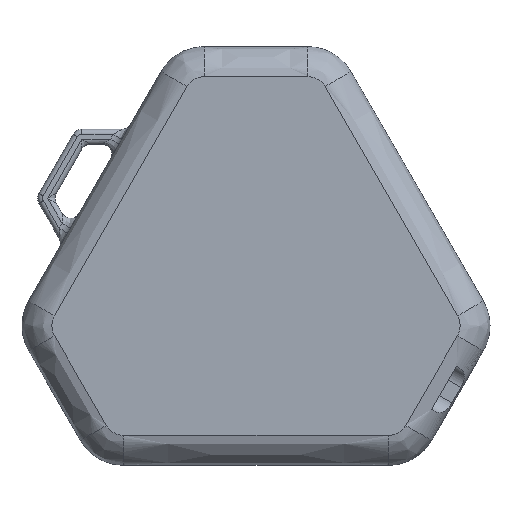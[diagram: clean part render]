
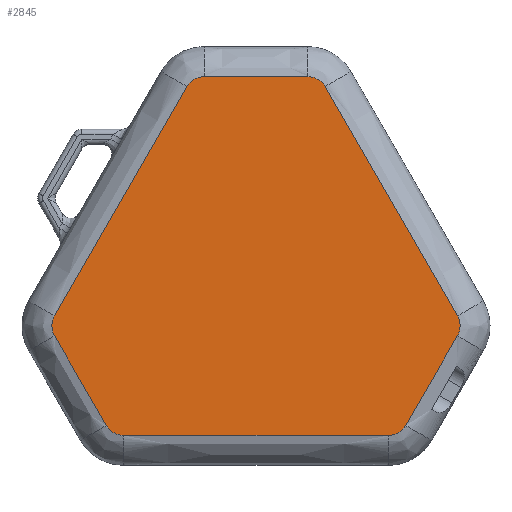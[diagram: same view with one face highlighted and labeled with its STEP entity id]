
A CAD part, front view. The second image highlights one B-rep face of the part: STEP entity #2845.
In plain terms, the highlighted planar face has unit normal (0, -1, 0).
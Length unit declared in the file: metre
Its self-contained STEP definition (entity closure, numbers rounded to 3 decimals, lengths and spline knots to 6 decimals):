
#125=B_SPLINE_CURVE_WITH_KNOTS('',3,(#4485,#4486,#4487,#4488),
 .UNSPECIFIED.,.F.,.F.,(4,4),(0.,1.),.UNSPECIFIED.);
#126=B_SPLINE_CURVE_WITH_KNOTS('',3,(#4491,#4492,#4493,#4494),
 .UNSPECIFIED.,.F.,.F.,(4,4),(0.,1.),.UNSPECIFIED.);
#127=B_SPLINE_CURVE_WITH_KNOTS('',3,(#4496,#4497,#4498,#4499),
 .UNSPECIFIED.,.F.,.F.,(4,4),(0.,1.),.UNSPECIFIED.);
#128=B_SPLINE_CURVE_WITH_KNOTS('',3,(#4501,#4502,#4503,#4504),
 .UNSPECIFIED.,.F.,.F.,(4,4),(0.,1.),.UNSPECIFIED.);
#129=B_SPLINE_CURVE_WITH_KNOTS('',3,(#4506,#4507,#4508,#4509),
 .UNSPECIFIED.,.F.,.F.,(4,4),(0.,1.),.UNSPECIFIED.);
#130=B_SPLINE_CURVE_WITH_KNOTS('',3,(#4511,#4512,#4513,#4514),
 .UNSPECIFIED.,.F.,.F.,(4,4),(0.,1.),.UNSPECIFIED.);
#131=B_SPLINE_CURVE_WITH_KNOTS('',3,(#4516,#4517,#4518,#4519),
 .UNSPECIFIED.,.F.,.F.,(4,4),(0.,1.),.UNSPECIFIED.);
#132=B_SPLINE_CURVE_WITH_KNOTS('',3,(#4521,#4522,#4523,#4524),
 .UNSPECIFIED.,.F.,.F.,(4,4),(0.,1.),.UNSPECIFIED.);
#133=B_SPLINE_CURVE_WITH_KNOTS('',3,(#4526,#4527,#4528,#4529),
 .UNSPECIFIED.,.F.,.F.,(4,4),(0.,1.),.UNSPECIFIED.);
#134=B_SPLINE_CURVE_WITH_KNOTS('',3,(#4531,#4532,#4533,#4534),
 .UNSPECIFIED.,.F.,.F.,(4,4),(0.,1.),.UNSPECIFIED.);
#135=B_SPLINE_CURVE_WITH_KNOTS('',3,(#4536,#4537,#4538,#4539),
 .UNSPECIFIED.,.F.,.F.,(4,4),(0.,1.),.UNSPECIFIED.);
#136=B_SPLINE_CURVE_WITH_KNOTS('',3,(#4541,#4542,#4543,#4544),
 .UNSPECIFIED.,.F.,.F.,(4,4),(0.,1.),.UNSPECIFIED.);
#974=ORIENTED_EDGE('',*,*,#1809,.T.);
#975=ORIENTED_EDGE('',*,*,#1810,.T.);
#976=ORIENTED_EDGE('',*,*,#1811,.T.);
#977=ORIENTED_EDGE('',*,*,#1812,.T.);
#978=ORIENTED_EDGE('',*,*,#1813,.T.);
#979=ORIENTED_EDGE('',*,*,#1814,.T.);
#980=ORIENTED_EDGE('',*,*,#1815,.T.);
#981=ORIENTED_EDGE('',*,*,#1816,.T.);
#982=ORIENTED_EDGE('',*,*,#1817,.T.);
#983=ORIENTED_EDGE('',*,*,#1818,.T.);
#984=ORIENTED_EDGE('',*,*,#1819,.T.);
#985=ORIENTED_EDGE('',*,*,#1820,.T.);
#1809=EDGE_CURVE('',#2210,#2211,#125,.T.);
#1810=EDGE_CURVE('',#2211,#2212,#126,.T.);
#1811=EDGE_CURVE('',#2212,#2213,#127,.T.);
#1812=EDGE_CURVE('',#2213,#2214,#128,.T.);
#1813=EDGE_CURVE('',#2214,#2215,#129,.T.);
#1814=EDGE_CURVE('',#2215,#2216,#130,.T.);
#1815=EDGE_CURVE('',#2216,#2217,#131,.T.);
#1816=EDGE_CURVE('',#2217,#2218,#132,.T.);
#1817=EDGE_CURVE('',#2218,#2219,#133,.T.);
#1818=EDGE_CURVE('',#2219,#2220,#134,.T.);
#1819=EDGE_CURVE('',#2220,#2221,#135,.T.);
#1820=EDGE_CURVE('',#2221,#2210,#136,.T.);
#2210=VERTEX_POINT('',#4489);
#2211=VERTEX_POINT('',#4490);
#2212=VERTEX_POINT('',#4495);
#2213=VERTEX_POINT('',#4500);
#2214=VERTEX_POINT('',#4505);
#2215=VERTEX_POINT('',#4510);
#2216=VERTEX_POINT('',#4515);
#2217=VERTEX_POINT('',#4520);
#2218=VERTEX_POINT('',#4525);
#2219=VERTEX_POINT('',#4530);
#2220=VERTEX_POINT('',#4535);
#2221=VERTEX_POINT('',#4540);
#2413=EDGE_LOOP('',(#974,#975,#976,#977,#978,#979,#980,#981,#982,#983,#984,
#985));
#2588=FACE_BOUND('',#2413,.T.);
#2760=PLANE('',#3069);
#2845=ADVANCED_FACE('',(#2588),#2760,.F.);
#3069=AXIS2_PLACEMENT_3D('',#4484,#3575,#3576);
#3575=DIRECTION('',(0.,1.,0.));
#3576=DIRECTION('',(1.,0.,0.));
#4484=CARTESIAN_POINT('',(0.,0.,-0.02325));
#4485=CARTESIAN_POINT('',(0.020207,0.,-0.02901));
#4486=CARTESIAN_POINT('',(0.020564,0.,-0.028391));
#4487=CARTESIAN_POINT('',(0.020565,0.,-0.027629));
#4488=CARTESIAN_POINT('',(0.020207,0.,-0.02701));
#4489=CARTESIAN_POINT('',(0.020207,0.,-0.02901));
#4490=CARTESIAN_POINT('',(0.020207,0.,-0.02701));
#4491=CARTESIAN_POINT('',(0.020207,0.,-0.02701));
#4492=CARTESIAN_POINT('',(0.015779,0.,-0.01934));
#4493=CARTESIAN_POINT('',(0.011351,0.,-0.01167));
#4494=CARTESIAN_POINT('',(0.006923,0.,-0.004));
#4495=CARTESIAN_POINT('',(0.006923,0.,-0.004));
#4496=CARTESIAN_POINT('',(0.006923,0.,-0.004));
#4497=CARTESIAN_POINT('',(0.006566,0.,-0.003382));
#4498=CARTESIAN_POINT('',(0.005906,0.,-0.003));
#4499=CARTESIAN_POINT('',(0.005191,0.,-0.003));
#4500=CARTESIAN_POINT('',(0.005191,0.,-0.003));
#4501=CARTESIAN_POINT('',(0.005191,0.,-0.003));
#4502=CARTESIAN_POINT('',(0.00173,0.,-0.003));
#4503=CARTESIAN_POINT('',(-0.00173,0.,-0.003));
#4504=CARTESIAN_POINT('',(-0.005191,0.,-0.003));
#4505=CARTESIAN_POINT('',(-0.005191,0.,-0.003));
#4506=CARTESIAN_POINT('',(-0.005191,0.,-0.003));
#4507=CARTESIAN_POINT('',(-0.005905,0.,-0.003));
#4508=CARTESIAN_POINT('',(-0.006565,0.,-0.003381));
#4509=CARTESIAN_POINT('',(-0.006923,0.,-0.004));
#4510=CARTESIAN_POINT('',(-0.006923,0.,-0.004));
#4511=CARTESIAN_POINT('',(-0.006923,0.,-0.004));
#4512=CARTESIAN_POINT('',(-0.011351,0.,-0.01167));
#4513=CARTESIAN_POINT('',(-0.015779,0.,-0.01934));
#4514=CARTESIAN_POINT('',(-0.020207,0.,-0.02701));
#4515=CARTESIAN_POINT('',(-0.020207,0.,-0.02701));
#4516=CARTESIAN_POINT('',(-0.020207,0.,-0.02701));
#4517=CARTESIAN_POINT('',(-0.020564,0.,-0.027628));
#4518=CARTESIAN_POINT('',(-0.020565,0.,-0.02839));
#4519=CARTESIAN_POINT('',(-0.020207,0.,-0.02901));
#4520=CARTESIAN_POINT('',(-0.020207,0.,-0.02901));
#4521=CARTESIAN_POINT('',(-0.020207,0.,-0.02901));
#4522=CARTESIAN_POINT('',(-0.018477,0.,-0.032006));
#4523=CARTESIAN_POINT('',(-0.016747,0.,-0.035003));
#4524=CARTESIAN_POINT('',(-0.015017,0.,-0.038));
#4525=CARTESIAN_POINT('',(-0.015017,0.,-0.038));
#4526=CARTESIAN_POINT('',(-0.015017,0.,-0.038));
#4527=CARTESIAN_POINT('',(-0.01466,0.,-0.038618));
#4528=CARTESIAN_POINT('',(-0.014,0.,-0.039));
#4529=CARTESIAN_POINT('',(-0.013285,0.,-0.039));
#4530=CARTESIAN_POINT('',(-0.013285,0.,-0.039));
#4531=CARTESIAN_POINT('',(-0.013285,0.,-0.039));
#4532=CARTESIAN_POINT('',(-0.004428,0.,-0.039));
#4533=CARTESIAN_POINT('',(0.004428,0.,-0.039));
#4534=CARTESIAN_POINT('',(0.013285,0.,-0.039));
#4535=CARTESIAN_POINT('',(0.013285,0.,-0.039));
#4536=CARTESIAN_POINT('',(0.013285,0.,-0.039));
#4537=CARTESIAN_POINT('',(0.013999,0.,-0.039));
#4538=CARTESIAN_POINT('',(0.014659,0.,-0.038619));
#4539=CARTESIAN_POINT('',(0.015017,0.,-0.038));
#4540=CARTESIAN_POINT('',(0.015017,0.,-0.038));
#4541=CARTESIAN_POINT('',(0.015017,0.,-0.038));
#4542=CARTESIAN_POINT('',(0.016747,0.,-0.035003));
#4543=CARTESIAN_POINT('',(0.018477,0.,-0.032006));
#4544=CARTESIAN_POINT('',(0.020207,0.,-0.02901));
